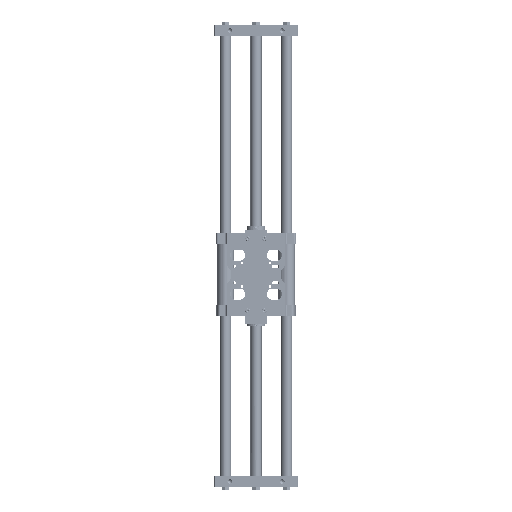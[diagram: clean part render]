
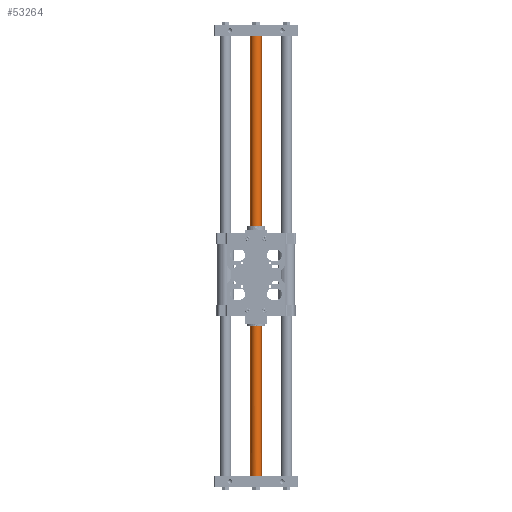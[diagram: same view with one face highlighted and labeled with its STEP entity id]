
A CAD part, front view. The second image highlights one B-rep face of the part: STEP entity #53264.
In plain terms, the highlighted cylindrical face has radius 10 mm (diameter 20 mm), a partial arc.
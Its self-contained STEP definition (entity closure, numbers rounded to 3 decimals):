
#8 = CARTESIAN_POINT ( 'NONE',  ( 0., -4.359, 9. ) ) ;
#326 = CARTESIAN_POINT ( 'NONE',  ( 807., 0., 0. ) ) ;
#909 = CARTESIAN_POINT ( 'NONE',  ( 801.512, -1.516, -10. ) ) ;
#2384 = CARTESIAN_POINT ( 'NONE',  ( 1., 0., 10. ) ) ;
#4200 = CARTESIAN_POINT ( 'NONE',  ( 801.512, 0., -10. ) ) ;
#4935 = DIRECTION ( 'NONE',  ( -1., 0., 0. ) ) ;
#4952 = DIRECTION ( 'NONE',  ( -1., 0., 0. ) ) ;
#5256 = VERTEX_POINT ( 'NONE', #35576 ) ;
#5306 = CARTESIAN_POINT ( 'NONE',  ( 802., -4.359, -9. ) ) ;
#5381 = VERTEX_POINT ( 'NONE', #51639 ) ;
#6131 = EDGE_CURVE ( 'NONE', #5256, #27376, #29228, .T. ) ;
#6993 = DIRECTION ( 'NONE',  ( 0., 0., 1. ) ) ;
#9209 = CARTESIAN_POINT ( 'NONE',  ( 801.678, -2.994, 9.661 ) ) ;
#9295 =( BOUNDED_CURVE ( )  B_SPLINE_CURVE ( 3, ( #25846, #9209, #50669, #20188 ),
 .UNSPECIFIED., .F., .T. ) 
 B_SPLINE_CURVE_WITH_KNOTS ( ( 4, 4 ),
 ( 5.832, 6.283 ),
 .UNSPECIFIED. ) 
 CURVE ( )  GEOMETRIC_REPRESENTATION_ITEM ( )  RATIONAL_B_SPLINE_CURVE ( ( 1., 0.983, 0.983, 1. ) ) 
 REPRESENTATION_ITEM ( '' )  );
#9343 = CARTESIAN_POINT ( 'NONE',  ( 0., -4.359, -9. ) ) ;
#11382 = EDGE_CURVE ( 'NONE', #5381, #47581, #51550, .T. ) ;
#14357 = ORIENTED_EDGE ( 'NONE', *, *, #24484, .F. ) ;
#14878 = VECTOR ( 'NONE', #4952, 1000. ) ;
#16413 = EDGE_CURVE ( 'NONE', #27376, #5381, #9295, .T. ) ;
#16896 = CARTESIAN_POINT ( 'NONE',  ( 801.512, 0., -10. ) ) ;
#17571 = CARTESIAN_POINT ( 'NONE',  ( 801.678, -2.994, -9.661 ) ) ;
#19389 = ORIENTED_EDGE ( 'NONE', *, *, #39596, .T. ) ;
#19812 = VERTEX_POINT ( 'NONE', #16896 ) ;
#20188 = CARTESIAN_POINT ( 'NONE',  ( 801.512, 0., 10. ) ) ;
#21965 = LINE ( 'NONE', #22497, #24840 ) ;
#22365 = CARTESIAN_POINT ( 'NONE',  ( 0., 0., 10. ) ) ;
#22497 = CARTESIAN_POINT ( 'NONE',  ( 0., 0., -10. ) ) ;
#23604 = CARTESIAN_POINT ( 'NONE',  ( 802., -4.359, 9. ) ) ;
#23659 = AXIS2_PLACEMENT_3D ( 'NONE', #326, #28982, #50047 ) ;
#23809 = EDGE_LOOP ( 'NONE', ( #14357, #19389, #50505, #24383, #48338, #26338, #36805, #39250 ) ) ;
#24383 = ORIENTED_EDGE ( 'NONE', *, *, #51688, .T. ) ;
#24484 = EDGE_CURVE ( 'NONE', #19812, #48198, #21965, .T. ) ;
#24562 =( BOUNDED_CURVE ( )  B_SPLINE_CURVE ( 3, ( #4200, #909, #17571, #5306 ),
 .UNSPECIFIED., .F., .F. ) 
 B_SPLINE_CURVE_WITH_KNOTS ( ( 4, 4 ),
 ( 0., 0.451 ),
 .UNSPECIFIED. ) 
 CURVE ( )  GEOMETRIC_REPRESENTATION_ITEM ( )  RATIONAL_B_SPLINE_CURVE ( ( 1., 0.983, 0.983, 1. ) ) 
 REPRESENTATION_ITEM ( '' )  );
#24840 = VECTOR ( 'NONE', #39441, 1000. ) ;
#25197 = DIRECTION ( 'NONE',  ( 0., 0., 1. ) ) ;
#25609 = AXIS2_PLACEMENT_3D ( 'NONE', #38040, #38308, #25197 ) ;
#25846 = CARTESIAN_POINT ( 'NONE',  ( 802., -4.359, 9. ) ) ;
#26338 = ORIENTED_EDGE ( 'NONE', *, *, #16413, .T. ) ;
#27376 = VERTEX_POINT ( 'NONE', #23604 ) ;
#27972 = FACE_OUTER_BOUND ( 'NONE', #23809, .T. ) ;
#28982 = DIRECTION ( 'NONE',  ( -1., 0., 0. ) ) ;
#29228 = LINE ( 'NONE', #8, #14878 ) ;
#29903 = CARTESIAN_POINT ( 'NONE',  ( 802., -4.359, -9. ) ) ;
#34130 = CIRCLE ( 'NONE', #23659, 10. ) ;
#35576 = CARTESIAN_POINT ( 'NONE',  ( 807., -4.359, 9. ) ) ;
#36708 = DIRECTION ( 'NONE',  ( -1., 0., 0. ) ) ;
#36805 = ORIENTED_EDGE ( 'NONE', *, *, #11382, .T. ) ;
#37498 = VECTOR ( 'NONE', #39032, 1000. ) ;
#37998 = VECTOR ( 'NONE', #4935, 1000. ) ;
#38040 = CARTESIAN_POINT ( 'NONE',  ( 1., 0., 0. ) ) ;
#38269 = VERTEX_POINT ( 'NONE', #39253 ) ;
#38308 = DIRECTION ( 'NONE',  ( -1., 0., 0. ) ) ;
#38692 = CIRCLE ( 'NONE', #25609, 10. ) ;
#39032 = DIRECTION ( 'NONE',  ( -1., 0., 0. ) ) ;
#39250 = ORIENTED_EDGE ( 'NONE', *, *, #53705, .F. ) ;
#39253 = CARTESIAN_POINT ( 'NONE',  ( 807., -4.359, -9. ) ) ;
#39441 = DIRECTION ( 'NONE',  ( -1., 0., 0. ) ) ;
#39596 = EDGE_CURVE ( 'NONE', #19812, #49575, #24562, .T. ) ;
#44425 = CARTESIAN_POINT ( 'NONE',  ( 0., 0., 0. ) ) ;
#47164 = EDGE_CURVE ( 'NONE', #38269, #49575, #50258, .T. ) ;
#47188 = CARTESIAN_POINT ( 'NONE',  ( 1., 0., -10. ) ) ;
#47581 = VERTEX_POINT ( 'NONE', #2384 ) ;
#48198 = VERTEX_POINT ( 'NONE', #47188 ) ;
#48338 = ORIENTED_EDGE ( 'NONE', *, *, #6131, .T. ) ;
#49575 = VERTEX_POINT ( 'NONE', #29903 ) ;
#50047 = DIRECTION ( 'NONE',  ( 0., 0., 1. ) ) ;
#50258 = LINE ( 'NONE', #9343, #37998 ) ;
#50505 = ORIENTED_EDGE ( 'NONE', *, *, #47164, .F. ) ;
#50669 = CARTESIAN_POINT ( 'NONE',  ( 801.512, -1.516, 10. ) ) ;
#50834 = AXIS2_PLACEMENT_3D ( 'NONE', #44425, #36708, #6993 ) ;
#51550 = LINE ( 'NONE', #22365, #37498 ) ;
#51639 = CARTESIAN_POINT ( 'NONE',  ( 801.512, 0., 10. ) ) ;
#51688 = EDGE_CURVE ( 'NONE', #38269, #5256, #34130, .T. ) ;
#52851 = CYLINDRICAL_SURFACE ( 'NONE', #50834, 10. ) ;
#53264 = ADVANCED_FACE ( 'NONE', ( #27972 ), #52851, .T. ) ;
#53705 = EDGE_CURVE ( 'NONE', #48198, #47581, #38692, .T. ) ;
